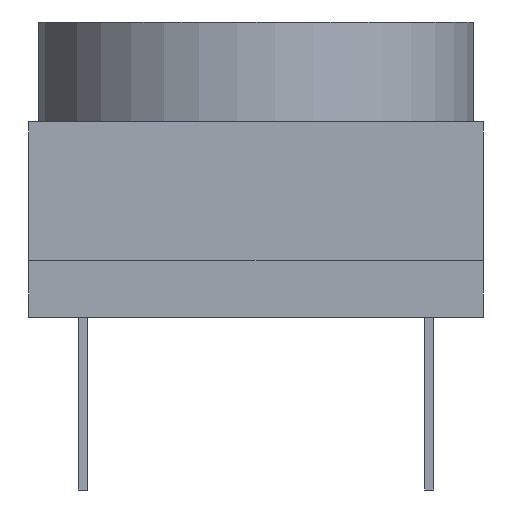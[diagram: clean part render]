
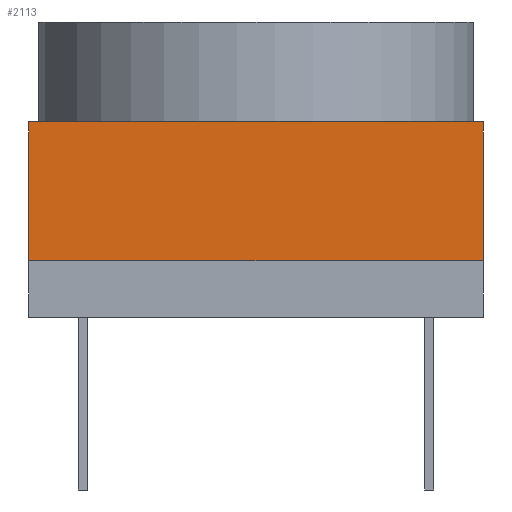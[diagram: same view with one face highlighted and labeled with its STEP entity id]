
A CAD part, front view. The second image highlights one B-rep face of the part: STEP entity #2113.
In plain terms, the highlighted planar face has unit normal (0, -1, 0).
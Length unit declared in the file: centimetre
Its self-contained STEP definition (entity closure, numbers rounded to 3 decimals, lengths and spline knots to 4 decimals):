
#262=LINE('',#2911,#489);
#341=LINE('',#3609,#568);
#347=LINE('',#3622,#574);
#353=LINE('',#3635,#580);
#489=VECTOR('',#2470,1.);
#568=VECTOR('',#2591,1.);
#574=VECTOR('',#2601,1.);
#580=VECTOR('',#2621,1.);
#696=FACE_OUTER_BOUND('',#826,.T.);
#826=EDGE_LOOP('',(#1912,#1913,#1914,#1915));
#872=VERTEX_POINT('',#2743);
#924=VERTEX_POINT('',#2907);
#1021=VERTEX_POINT('',#3606);
#1022=VERTEX_POINT('',#3608);
#1166=EDGE_CURVE('',#872,#924,#262,.T.);
#1310=EDGE_CURVE('',#1022,#1021,#341,.T.);
#1317=EDGE_CURVE('',#1021,#872,#347,.T.);
#1323=EDGE_CURVE('',#924,#1022,#353,.T.);
#1912=ORIENTED_EDGE('',*,*,#1310,.T.);
#1913=ORIENTED_EDGE('',*,*,#1317,.T.);
#1914=ORIENTED_EDGE('',*,*,#1166,.T.);
#1915=ORIENTED_EDGE('',*,*,#1323,.T.);
#1997=PLANE('',#2216);
#2113=ADVANCED_FACE('',(#696),#1997,.T.);
#2216=AXIS2_PLACEMENT_3D('',#3636,#2622,#2623);
#2470=DIRECTION('',(1.,0.,0.));
#2591=DIRECTION('',(-1.,0.,0.));
#2601=DIRECTION('',(0.,0.,-1.));
#2621=DIRECTION('',(0.,0.,1.));
#2622=DIRECTION('center_axis',(0.,-1.,0.));
#2623=DIRECTION('ref_axis',(0.,0.,
-1.));
#2743=CARTESIAN_POINT('',(-0.5,-0.5,-0.1525));
#2907=CARTESIAN_POINT('',(0.5,-0.5,-0.1525));
#2911=CARTESIAN_POINT('',(-0.5,-0.5,-0.1525));
#3606=CARTESIAN_POINT('',(-0.5,-0.5,0.1525));
#3608=CARTESIAN_POINT('',(0.5,-0.5,0.1525));
#3609=CARTESIAN_POINT('',(-0.5,-0.5,0.1525));
#3622=CARTESIAN_POINT('',(-0.5,-0.5,0.));
#3635=CARTESIAN_POINT('',(0.5,-0.5,0.));
#3636=CARTESIAN_POINT('Origin',(0.5,-0.5,0.));
